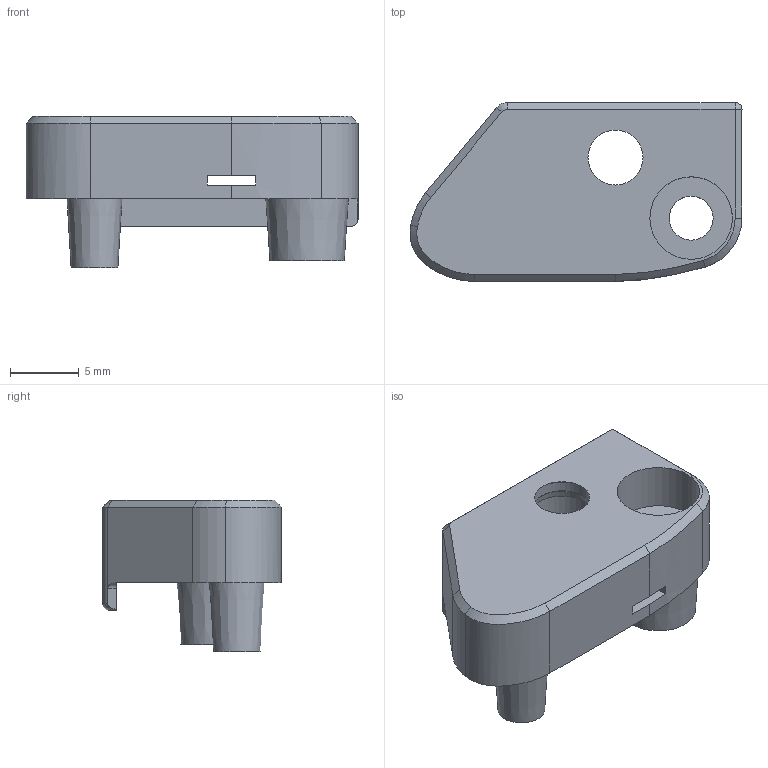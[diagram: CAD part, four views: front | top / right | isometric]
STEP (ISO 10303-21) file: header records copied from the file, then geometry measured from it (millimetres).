
FILE_DESCRIPTION(/* description */ ('','CAx-IF Rec.Pracs.---Representation and Presentation of Product Manufacturing Information (PMI)---4.0---2014-10-13'),/* implementation_level */ '2;1');
FILE_NAME(/* name */ 'Yavoth HF Dragon_SpringSteelFixer v3.step',/* time_stamp */ '2025-03-18T18:15:48+01:00',/* author */ (''),/* organization */ (''),/* preprocessor_version */ 'ST-DEVELOPER v20',/* originating_system */ 'Autodesk Translation Framework v13.20.0.188',/* authorisation */ '');
FILE_SCHEMA (('AP242_MANAGED_MODEL_BASED_3D_ENGINEERING_MIM_LF { 1 0 10303 442 1 1 4 }'));
Length unit declared in the file: millimetre
Products named in the file (1): Yavoth HF Dragon_SpringSteelFixer
Bounding box: 24.13 x 13 x 11 mm (x, y, z)
Volume: 1559.6 mm3; surface area: 1362 mm2
Topology: 1 solids, 1 shells, 54 faces, 135 edges, 82 vertices
Faces by surface type: plane 24, cylinder 13, cone 11, bspline 5, sphere 1
Full cylindrical faces by diameter (mm): 3.2 x1, 4.2 x1, 4.7 x1, 5 x1, 5.6 x1, 6 x1
Entity records: 1880 total; most frequent: CARTESIAN_POINT 558, ORIENTED_EDGE 268, DIRECTION 268, EDGE_CURVE 134, AXIS2_PLACEMENT_3D 95, VERTEX_POINT 82, LINE 78, VECTOR 78
